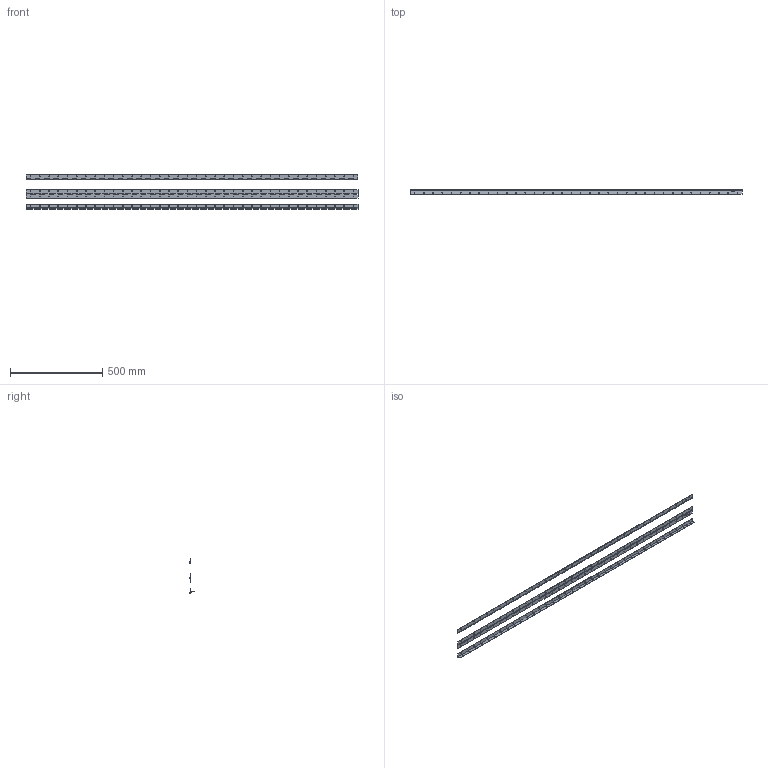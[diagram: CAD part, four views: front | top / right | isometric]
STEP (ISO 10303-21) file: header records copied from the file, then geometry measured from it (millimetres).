
FILE_DESCRIPTION (( 'STEP AP214' ), '1' );
FILE_NAME ('02881-Piano Hinge Aluminium 45mm 1.8m.STEP', '2018-08-09T04:11:27', ( '' ), ( '' ), 'SwSTEP 2.0', 'SolidWorks 2018', '' );
FILE_SCHEMA (( 'AUTOMOTIVE_DESIGN' ));
Length unit declared in the file: millimetre
Products named in the file (4): 02881-Piano Hinge Aluminium 45mm 1.8m; Top; Pin; Bottom
Assembly tree (9 placements, depth 2):
  02881-Piano Hinge Aluminium 45mm 1.8m
    Bottom  x3
    Pin  x3
    Top  x3
Bounding box: 1800 x 24.78 x 185.86 mm (x, y, z)
Volume: 386129 mm3; surface area: 672389.4 mm2
Topology: 9 solids, 9 shells, 3414 faces, 9936 edges, 6624 vertices
Faces by surface type: cylinder 1734, plane 1326, bspline 354
Entity records: 45122 total; most frequent: CARTESIAN_POINT 14196, ORIENTED_EDGE 6624, DIRECTION 6296, EDGE_CURVE 3312, VERTEX_POINT 2208, AXIS2_PLACEMENT_3D 2188, VECTOR 1920, LINE 1920
